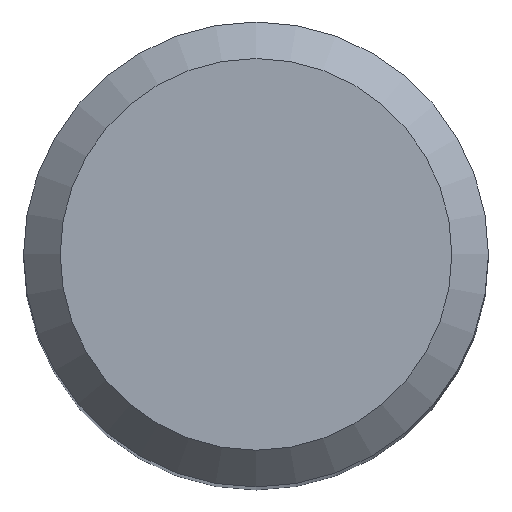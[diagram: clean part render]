
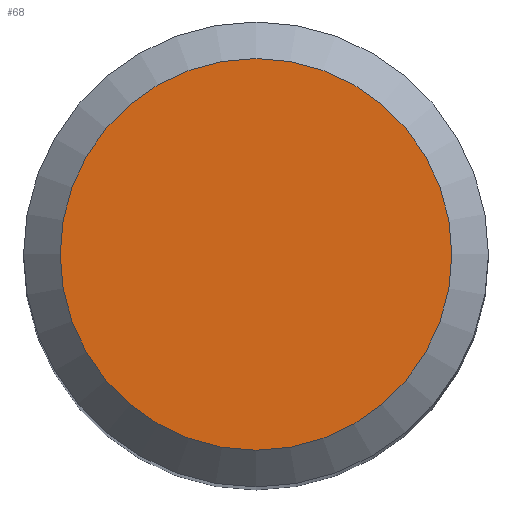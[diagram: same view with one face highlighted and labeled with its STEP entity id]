
A CAD part, top view. The second image highlights one B-rep face of the part: STEP entity #68.
In plain terms, the highlighted planar face has unit normal (0, 0, 1).
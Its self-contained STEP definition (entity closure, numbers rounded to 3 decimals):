
#44=FACE_OUTER_BOUND('',#139,.T.);
#46=PLANE('',#320);
#68=ADVANCED_FACE('',(#44),#46,.F.);
#139=EDGE_LOOP('',(#179));
#179=ORIENTED_EDGE('',*,*,#235,.F.);
#214=VERTEX_POINT('',#468);
#235=EDGE_CURVE('',#214,#214,#255,.T.);
#255=CIRCLE('',#319,5.347);
#319=AXIS2_PLACEMENT_3D('',#467,#383,#384);
#320=AXIS2_PLACEMENT_3D('',#469,#385,#386);
#383=DIRECTION('',(0.,0.,-1.));
#384=DIRECTION('',(1.,0.,0.));
#385=DIRECTION('',(0.,0.,-1.));
#386=DIRECTION('',(1.,0.,0.));
#467=CARTESIAN_POINT('',(0.,0.,0.));
#468=CARTESIAN_POINT('',(5.347,0.,0.));
#469=CARTESIAN_POINT('',(0.,0.,0.));
